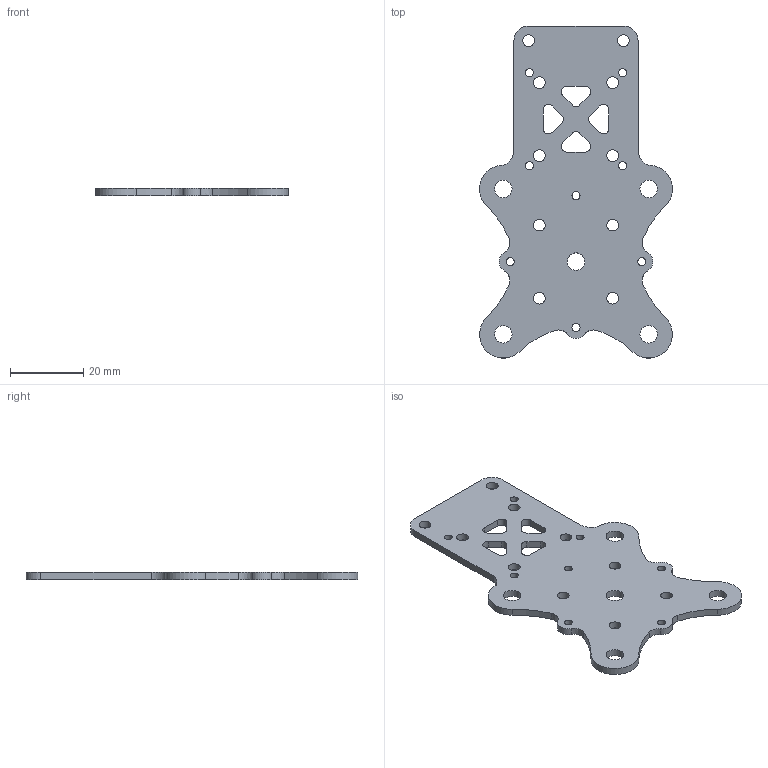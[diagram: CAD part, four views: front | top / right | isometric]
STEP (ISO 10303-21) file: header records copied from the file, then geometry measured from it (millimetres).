
FILE_DESCRIPTION(/* description */ (''),/* implementation_level */ '2;1');
FILE_NAME(/* name */ 'mid_plate.step',/* time_stamp */ '2025-07-21T00:11:25-07:00',/* author */ (''),/* organization */ (''),/* preprocessor_version */ 'ST-DEVELOPER v20.1',/* originating_system */ 'Autodesk Translation Framework v14.10.0.0',/* authorisation */ '');
FILE_SCHEMA (('AUTOMOTIVE_DESIGN { 1 0 10303 214 3 1 1 }'));
Length unit declared in the file: millimetre
Products named in the file (1): Midplate
Bounding box: 52.78 x 90.87 x 2 mm (x, y, z)
Volume: 6296.6 mm3; surface area: 7512.5 mm2
Topology: 1 solids, 1 shells, 75 faces, 219 edges, 146 vertices
Faces by surface type: cylinder 44, plane 17, bspline 14
Full cylindrical faces by diameter (mm): 2.2 x8, 3.2 x10, 4.8 x5
Entity records: 3022 total; most frequent: CARTESIAN_POINT 947, ORIENTED_EDGE 438, DIRECTION 391, EDGE_CURVE 219, AXIS2_PLACEMENT_3D 150, VERTEX_POINT 146, EDGE_LOOP 129, LINE 91
